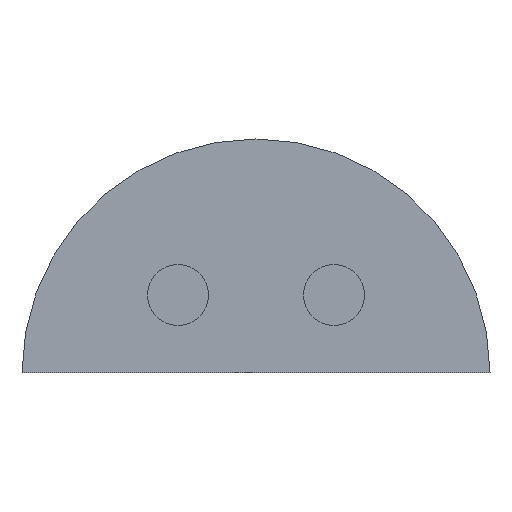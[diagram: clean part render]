
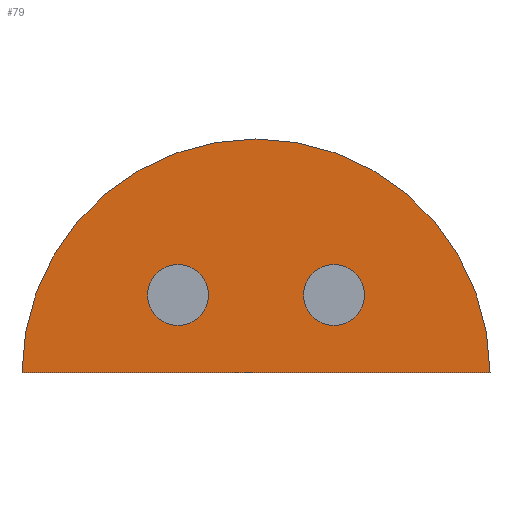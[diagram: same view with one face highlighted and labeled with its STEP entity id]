
A CAD part, front view. The second image highlights one B-rep face of the part: STEP entity #79.
In plain terms, the highlighted planar face has unit normal (0, -1, 0).
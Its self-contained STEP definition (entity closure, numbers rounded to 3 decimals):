
#6 = VERTEX_POINT ( 'NONE', #384 ) ;
#13 = CIRCLE ( 'NONE', #248, 1.95 ) ;
#19 = DIRECTION ( 'NONE',  ( 0., 0., 1. ) ) ;
#30 = CARTESIAN_POINT ( 'NONE',  ( -15., 0., 0. ) ) ;
#41 = CARTESIAN_POINT ( 'NONE',  ( -5., 0., 3.05 ) ) ;
#50 = DIRECTION ( 'NONE',  ( 0., 1., 0. ) ) ;
#51 = EDGE_LOOP ( 'NONE', ( #444, #412 ) ) ;
#61 = CARTESIAN_POINT ( 'NONE',  ( 5., 0., 3.05 ) ) ;
#76 = LINE ( 'NONE', #30, #120 ) ;
#79 = ADVANCED_FACE ( 'NONE', ( #355, #158, #127 ), #269, .F. ) ;
#82 = AXIS2_PLACEMENT_3D ( 'NONE', #419, #232, #83 ) ;
#83 = DIRECTION ( 'NONE',  ( 0., 0., 1. ) ) ;
#84 = CIRCLE ( 'NONE', #431, 1.95 ) ;
#86 = VERTEX_POINT ( 'NONE', #253 ) ;
#98 = EDGE_CURVE ( 'NONE', #149, #6, #357, .T. ) ;
#114 = DIRECTION ( 'NONE',  ( 0., -1., 0. ) ) ;
#120 = VECTOR ( 'NONE', #489, 1000. ) ;
#123 = ORIENTED_EDGE ( 'NONE', *, *, #490, .F. ) ;
#127 = FACE_OUTER_BOUND ( 'NONE', #51, .T. ) ;
#137 = CARTESIAN_POINT ( 'NONE',  ( -5., 0., 5. ) ) ;
#138 = DIRECTION ( 'NONE',  ( 0., -1., 0. ) ) ;
#149 = VERTEX_POINT ( 'NONE', #201 ) ;
#158 = FACE_BOUND ( 'NONE', #254, .T. ) ;
#182 = AXIS2_PLACEMENT_3D ( 'NONE', #477, #285, #19 ) ;
#183 = VERTEX_POINT ( 'NONE', #41 ) ;
#201 = CARTESIAN_POINT ( 'NONE',  ( -15., 0., 0. ) ) ;
#204 = DIRECTION ( 'NONE',  ( 0., -1., 0. ) ) ;
#224 = EDGE_LOOP ( 'NONE', ( #315, #409 ) ) ;
#232 = DIRECTION ( 'NONE',  ( 0., 1., 0. ) ) ;
#248 = AXIS2_PLACEMENT_3D ( 'NONE', #472, #138, #281 ) ;
#253 = CARTESIAN_POINT ( 'NONE',  ( -5., 0., 6.95 ) ) ;
#254 = EDGE_LOOP ( 'NONE', ( #440, #123 ) ) ;
#269 = PLANE ( 'NONE',  #82 ) ;
#281 = DIRECTION ( 'NONE',  ( 0., 0., 1. ) ) ;
#285 = DIRECTION ( 'NONE',  ( 0., -1., 0. ) ) ;
#300 = EDGE_CURVE ( 'NONE', #375, #425, #13, .T. ) ;
#313 = CIRCLE ( 'NONE', #182, 1.95 ) ;
#315 = ORIENTED_EDGE ( 'NONE', *, *, #330, .F. ) ;
#330 = EDGE_CURVE ( 'NONE', #425, #375, #313, .T. ) ;
#347 = AXIS2_PLACEMENT_3D ( 'NONE', #408, #50, #426 ) ;
#348 = EDGE_CURVE ( 'NONE', #86, #183, #392, .T. ) ;
#355 = FACE_BOUND ( 'NONE', #224, .T. ) ;
#357 = CIRCLE ( 'NONE', #347, 15. ) ;
#370 = AXIS2_PLACEMENT_3D ( 'NONE', #137, #204, #397 ) ;
#375 = VERTEX_POINT ( 'NONE', #61 ) ;
#384 = CARTESIAN_POINT ( 'NONE',  ( 15., 0., 0. ) ) ;
#392 = CIRCLE ( 'NONE', #370, 1.95 ) ;
#397 = DIRECTION ( 'NONE',  ( 0., 0., 1. ) ) ;
#398 = CARTESIAN_POINT ( 'NONE',  ( 5., 0., 6.95 ) ) ;
#408 = CARTESIAN_POINT ( 'NONE',  ( 0., 0., 0. ) ) ;
#409 = ORIENTED_EDGE ( 'NONE', *, *, #300, .F. ) ;
#412 = ORIENTED_EDGE ( 'NONE', *, *, #451, .F. ) ;
#415 = CARTESIAN_POINT ( 'NONE',  ( -5., 0., 5. ) ) ;
#419 = CARTESIAN_POINT ( 'NONE',  ( 0., 0., 0. ) ) ;
#425 = VERTEX_POINT ( 'NONE', #398 ) ;
#426 = DIRECTION ( 'NONE',  ( 0., 0., 1. ) ) ;
#431 = AXIS2_PLACEMENT_3D ( 'NONE', #415, #114, #481 ) ;
#440 = ORIENTED_EDGE ( 'NONE', *, *, #348, .F. ) ;
#444 = ORIENTED_EDGE ( 'NONE', *, *, #98, .F. ) ;
#451 = EDGE_CURVE ( 'NONE', #6, #149, #76, .T. ) ;
#472 = CARTESIAN_POINT ( 'NONE',  ( 5., 0., 5. ) ) ;
#477 = CARTESIAN_POINT ( 'NONE',  ( 5., 0., 5. ) ) ;
#481 = DIRECTION ( 'NONE',  ( 0., 0., 1. ) ) ;
#489 = DIRECTION ( 'NONE',  ( -1., 0., 0. ) ) ;
#490 = EDGE_CURVE ( 'NONE', #183, #86, #84, .T. ) ;
